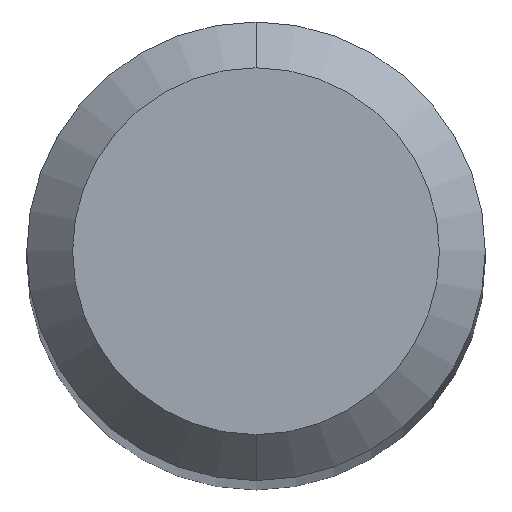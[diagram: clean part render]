
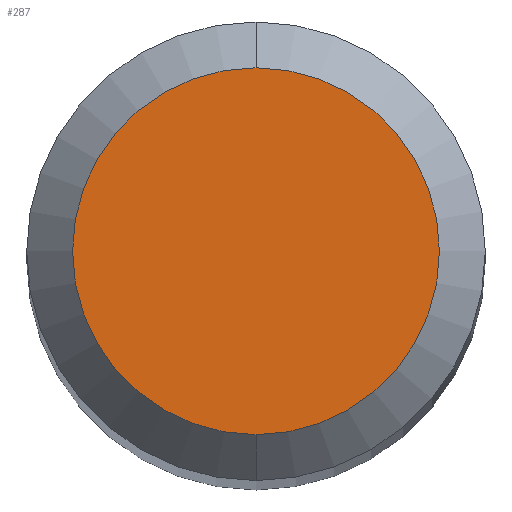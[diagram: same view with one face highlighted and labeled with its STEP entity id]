
A CAD part, top view. The second image highlights one B-rep face of the part: STEP entity #287.
In plain terms, the highlighted planar face has unit normal (0, 0, 1).
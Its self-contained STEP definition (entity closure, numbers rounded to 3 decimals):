
#179=VERTEX_POINT('',#470);
#251=VERTEX_POINT('',#550);
#287=ADVANCED_FACE('',(#590),#591,.T.);
#353=EDGE_CURVE('',#251,#179,#664,.T.);
#361=EDGE_CURVE('',#179,#251,#673,.T.);
#470=CARTESIAN_POINT('',(0.,-1.2,34.474));
#550=CARTESIAN_POINT('',(0.0,1.2,34.474));
#590=FACE_OUTER_BOUND('',#1086,.T.);
#591=PLANE('',#1087);
#664=CIRCLE('',#1249,1.2);
#673=CIRCLE('',#1260,1.2);
#1086=EDGE_LOOP('',(#1574,#1575));
#1087=AXIS2_PLACEMENT_3D('',#1576,#1577,#1578);
#1249=AXIS2_PLACEMENT_3D('',#1663,#1664,#1665);
#1260=AXIS2_PLACEMENT_3D('',#1677,#1678,#1679);
#1574=ORIENTED_EDGE('',*,*,#353,.F.);
#1575=ORIENTED_EDGE('',*,*,#361,.F.);
#1576=CARTESIAN_POINT('',(0.0,0.6,34.474));
#1577=DIRECTION('',(-0.0,0.0,1.0));
#1578=DIRECTION('',(0.0,-1.0,0.0));
#1663=CARTESIAN_POINT('',(0.0,0.0,34.474));
#1664=DIRECTION('',(0.0,0.0,-1.0));
#1665=DIRECTION('',(0.0,1.0,0.0));
#1677=CARTESIAN_POINT('',(0.0,0.0,34.474));
#1678=DIRECTION('',(0.0,0.0,-1.0));
#1679=DIRECTION('',(0.0,1.0,0.0));
